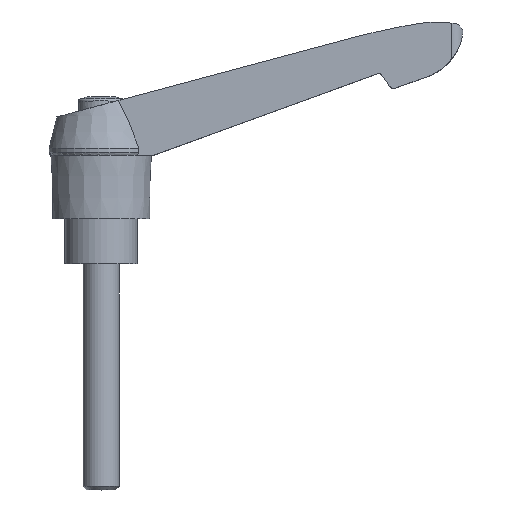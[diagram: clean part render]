
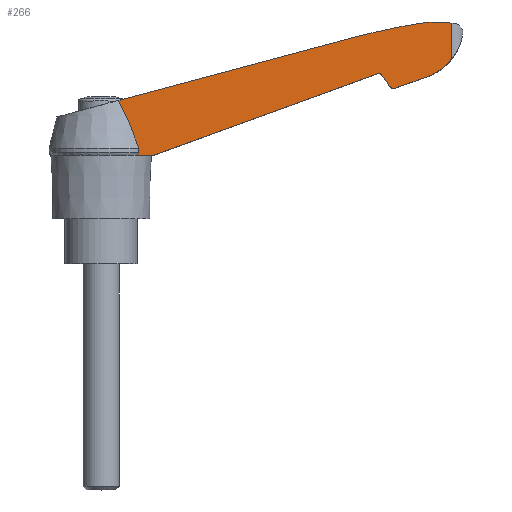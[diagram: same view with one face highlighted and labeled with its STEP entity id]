
A CAD part, top view. The second image highlights one B-rep face of the part: STEP entity #266.
In plain terms, the highlighted planar face has unit normal (0.034, 0, 0.999).
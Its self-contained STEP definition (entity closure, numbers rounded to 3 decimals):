
#266 = ADVANCED_FACE( '', ( #540 ), #541, .F. );
#540 = FACE_OUTER_BOUND( '', #809, .T. );
#541 = PLANE( '', #810 );
#809 = EDGE_LOOP( '', ( #1555, #1556, #1557, #1558, #1559, #1560, #1561, #1562, #1563, #1564, #1565, #1566, #1567, #1568, #1569 ) );
#810 = AXIS2_PLACEMENT_3D( '', #1570, #1571, #1572 );
#1555 = ORIENTED_EDGE( '', *, *, #1809, .F. );
#1556 = ORIENTED_EDGE( '', *, *, #1757, .T. );
#1557 = ORIENTED_EDGE( '', *, *, #1671, .F. );
#1558 = ORIENTED_EDGE( '', *, *, #1851, .F. );
#1559 = ORIENTED_EDGE( '', *, *, #1859, .T. );
#1560 = ORIENTED_EDGE( '', *, *, #1678, .F. );
#1561 = ORIENTED_EDGE( '', *, *, #1833, .F. );
#1562 = ORIENTED_EDGE( '', *, *, #1787, .F. );
#1563 = ORIENTED_EDGE( '', *, *, #1820, .F. );
#1564 = ORIENTED_EDGE( '', *, *, #1811, .F. );
#1565 = ORIENTED_EDGE( '', *, *, #1754, .F. );
#1566 = ORIENTED_EDGE( '', *, *, #1866, .F. );
#1567 = ORIENTED_EDGE( '', *, *, #1829, .F. );
#1568 = ORIENTED_EDGE( '', *, *, #1831, .F. );
#1569 = ORIENTED_EDGE( '', *, *, #1629, .F. );
#1570 = CARTESIAN_POINT( '', ( 0., 58.5, 8.22 ) );
#1571 = DIRECTION( '', ( -0.034, 0., -0.999 ) );
#1572 = DIRECTION( '', ( -0.999, 0., 0.034 ) );
#1629 = EDGE_CURVE( '', #1955, #1951, #1957, .T. );
#1671 = EDGE_CURVE( '', #2028, #2006, #2029, .T. );
#1678 = EDGE_CURVE( '', #2039, #2034, #2041, .T. );
#1754 = EDGE_CURVE( '', #2164, #2166, #2167, .T. );
#1757 = EDGE_CURVE( '', #2170, #2006, #2171, .T. );
#1787 = EDGE_CURVE( '', #2215, #2204, #2217, .T. );
#1809 = EDGE_CURVE( '', #2170, #1955, #2245, .T. );
#1811 = EDGE_CURVE( '', #2166, #2247, #2248, .T. );
#1820 = EDGE_CURVE( '', #2247, #2215, #2260, .T. );
#1829 = EDGE_CURVE( '', #2269, #2267, #2271, .T. );
#1831 = EDGE_CURVE( '', #1951, #2269, #2273, .T. );
#1833 = EDGE_CURVE( '', #2204, #2039, #2275, .T. );
#1851 = EDGE_CURVE( '', #2296, #2028, #2298, .T. );
#1859 = EDGE_CURVE( '', #2296, #2034, #2309, .T. );
#1866 = EDGE_CURVE( '', #2267, #2164, #2318, .T. );
#1951 = VERTEX_POINT( '', #2417 );
#1955 = VERTEX_POINT( '', #2430 );
#1957 = B_SPLINE_CURVE_WITH_KNOTS( '', 3, ( #2432, #2433, #2434, #2435, #2436, #2437, #2438, #2439, #2440, #2441 ), .UNSPECIFIED., .F., .F., ( 4, 2, 2, 2, 4 ), ( 0., 0.006, 0.009, 0.01, 0.012 ), .UNSPECIFIED. );
#2006 = VERTEX_POINT( '', #2508 );
#2028 = VERTEX_POINT( '', #2554 );
#2029 = LINE( '', #2555, #2556 );
#2034 = VERTEX_POINT( '', #2563 );
#2039 = VERTEX_POINT( '', #2570 );
#2041 = LINE( '', #2573, #2574 );
#2164 = VERTEX_POINT( '', #2794 );
#2166 = VERTEX_POINT( '', #2797 );
#2167 = ELLIPSE( '', #2798, 36.021, 36. );
#2170 = VERTEX_POINT( '', #2804 );
#2171 = B_SPLINE_CURVE_WITH_KNOTS( '', 3, ( #2805, #2806, #2807, #2808, #2809, #2810 ), .UNSPECIFIED., .F., .F., ( 4, 2, 4 ), ( 0., 0., 0.001 ), .UNSPECIFIED. );
#2204 = VERTEX_POINT( '', #2859 );
#2215 = VERTEX_POINT( '', #2874 );
#2217 = LINE( '', #2877, #2878 );
#2245 = LINE( '', #2916, #2917 );
#2247 = VERTEX_POINT( '', #2919 );
#2248 = LINE( '', #2920, #2921 );
#2260 = ELLIPSE( '', #2955, 12.007, 12. );
#2267 = VERTEX_POINT( '', #2964 );
#2269 = VERTEX_POINT( '', #2967 );
#2271 = ELLIPSE( '', #2970, 157.091, 157. );
#2273 = LINE( '', #2972, #2973 );
#2275 = ELLIPSE( '', #2975, 1.201, 1.2 );
#2296 = VERTEX_POINT( '', #3006 );
#2298 = LINE( '', #3009, #3010 );
#2309 = ELLIPSE( '', #3024, 0.8, 0.8 );
#2318 = ELLIPSE( '', #3034, 30.017, 30. );
#2417 = CARTESIAN_POINT( '', ( 3.725, 36.121, 8.093 ) );
#2430 = CARTESIAN_POINT( '', ( 8.322, 25.6, 7.937 ) );
#2432 = CARTESIAN_POINT( '', ( 8.322, 25.6, 7.937 ) );
#2433 = CARTESIAN_POINT( '', ( 7.686, 27.409, 7.958 ) );
#2434 = CARTESIAN_POINT( '', ( 7.019, 29.207, 7.981 ) );
#2435 = CARTESIAN_POINT( '', ( 5.912, 31.861, 8.019 ) );
#2436 = CARTESIAN_POINT( '', ( 5.526, 32.738, 8.032 ) );
#2437 = CARTESIAN_POINT( '', ( 4.898, 34.032, 8.053 ) );
#2438 = CARTESIAN_POINT( '', ( 4.68, 34.459, 8.06 ) );
#2439 = CARTESIAN_POINT( '', ( 4.223, 35.301, 8.076 ) );
#2440 = CARTESIAN_POINT( '', ( 3.982, 35.717, 8.084 ) );
#2441 = CARTESIAN_POINT( '', ( 3.725, 36.121, 8.093 ) );
#2508 = CARTESIAN_POINT( '', ( 7.764, 24., 7.956 ) );
#2554 = CARTESIAN_POINT( '', ( 11.6, 24., 7.825 ) );
#2555 = CARTESIAN_POINT( '', ( -0.111, 24., 8.223 ) );
#2556 = VECTOR( '', #3180, 1000. );
#2563 = CARTESIAN_POINT( '', ( 62.1, 41.746, 6.109 ) );
#2570 = CARTESIAN_POINT( '', ( 63.777, 39.333, 6.051 ) );
#2573 = CARTESIAN_POINT( '', ( 62.04, 41.832, 6.111 ) );
#2574 = VECTOR( '', #3186, 1000. );
#2794 = CARTESIAN_POINT( '', ( 74.8, 53.5, 5.677 ) );
#2797 = CARTESIAN_POINT( '', ( 77.585, 53.244, 5.582 ) );
#2798 = AXIS2_PLACEMENT_3D( '', #3275, #3276, #3277 );
#2804 = CARTESIAN_POINT( '', ( 8.322, 24.664, 7.937 ) );
#2805 = CARTESIAN_POINT( '', ( 8.322, 24.664, 7.937 ) );
#2806 = CARTESIAN_POINT( '', ( 8.276, 24.522, 7.938 ) );
#2807 = CARTESIAN_POINT( '', ( 8.2, 24.396, 7.941 ) );
#2808 = CARTESIAN_POINT( '', ( 8.005, 24.172, 7.947 ) );
#2809 = CARTESIAN_POINT( '', ( 7.89, 24.079, 7.951 ) );
#2810 = CARTESIAN_POINT( '', ( 7.764, 24., 7.956 ) );
#2859 = CARTESIAN_POINT( '', ( 65.173, 38.89, 6.004 ) );
#2874 = CARTESIAN_POINT( '', ( 73., 41.739, 5.738 ) );
#2877 = CARTESIAN_POINT( '', ( 65.008, 38.83, 6.01 ) );
#2878 = VECTOR( '', #3315, 1000. );
#2916 = CARTESIAN_POINT( '', ( 8.322, 72.299, 7.937 ) );
#2917 = VECTOR( '', #3347, 1000. );
#2919 = CARTESIAN_POINT( '', ( 77.585, 45.336, 5.582 ) );
#2920 = CARTESIAN_POINT( '', ( 77.585, 58.5, 5.582 ) );
#2921 = VECTOR( '', #3348, 1000. );
#2955 = AXIS2_PLACEMENT_3D( '', #3355, #3356, #3357 );
#2964 = CARTESIAN_POINT( '', ( 69.3, 53., 5.864 ) );
#2967 = CARTESIAN_POINT( '', ( 56.5, 50.262, 6.299 ) );
#2970 = AXIS2_PLACEMENT_3D( '', #3365, #3366, #3367 );
#2972 = CARTESIAN_POINT( '', ( 56.335, 50.217, 6.304 ) );
#2973 = VECTOR( '', #3368, 1000. );
#2975 = AXIS2_PLACEMENT_3D( '', #3369, #3370, #3371 );
#3006 = CARTESIAN_POINT( '', ( 61.169, 42.042, 6.14 ) );
#3009 = CARTESIAN_POINT( '', ( 11.49, 23.96, 7.829 ) );
#3010 = VECTOR( '', #3392, 1000. );
#3024 = AXIS2_PLACEMENT_3D( '', #3402, #3403, #3404 );
#3034 = AXIS2_PLACEMENT_3D( '', #3412, #3413, #3414 );
#3180 = DIRECTION( '', ( -0.999, 0., 0.034 ) );
#3186 = DIRECTION( '', ( -0.571, 0.821, 0.019 ) );
#3275 = CARTESIAN_POINT( '', ( 72.905, 17.55, 5.741 ) );
#3276 = DIRECTION( '', ( -0.034, 0., -0.999 ) );
#3277 = DIRECTION( '', ( 0.999, 0., -0.034 ) );
#3315 = DIRECTION( '', ( -0.939, -0.342, 0.032 ) );
#3347 = DIRECTION( '', ( 0., 1., 0. ) );
#3348 = DIRECTION( '', ( 0., -1., 0. ) );
#3355 = CARTESIAN_POINT( '', ( 68.107, 52.696, 5.904 ) );
#3356 = DIRECTION( '', ( -0.034, 0., -0.999 ) );
#3357 = DIRECTION( '', ( 0.999, 0., -0.034 ) );
#3365 = CARTESIAN_POINT( '', ( 95.717, -101.762, 4.966 ) );
#3366 = DIRECTION( '', ( -0.034, 0., -0.999 ) );
#3367 = DIRECTION( '', ( 0.999, 0., -0.034 ) );
#3368 = DIRECTION( '', ( 0.965, 0.259, -0.033 ) );
#3369 = CARTESIAN_POINT( '', ( 64.762, 40.018, 6.018 ) );
#3370 = DIRECTION( '', ( -0.034, 0., -0.999 ) );
#3371 = DIRECTION( '', ( 0.999, 0., -0.034 ) );
#3392 = DIRECTION( '', ( -0.939, -0.342, 0.032 ) );
#3402 = CARTESIAN_POINT( '', ( 61.443, 41.29, 6.131 ) );
#3403 = DIRECTION( '', ( -0.034, 0., -0.999 ) );
#3404 = DIRECTION( '', ( 0.999, 0., -0.034 ) );
#3412 = CARTESIAN_POINT( '', ( 74.755, 23.5, 5.678 ) );
#3413 = DIRECTION( '', ( -0.034, 0., -0.999 ) );
#3414 = DIRECTION( '', ( 0.999, 0., -0.034 ) );
